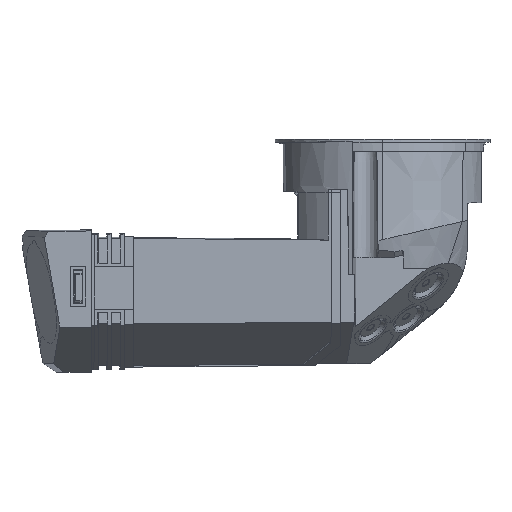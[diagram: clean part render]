
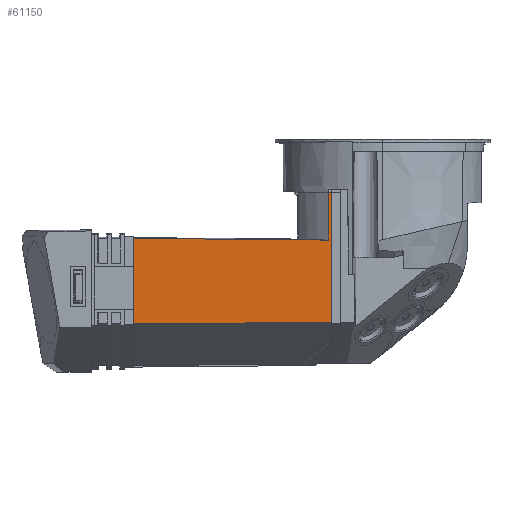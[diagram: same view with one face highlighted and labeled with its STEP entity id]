
A CAD part, left-side view. The second image highlights one B-rep face of the part: STEP entity #61150.
In plain terms, the highlighted planar face has unit normal (-1, -0.009, -0.009).
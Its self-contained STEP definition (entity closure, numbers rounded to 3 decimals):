
#669 = ORIENTED_EDGE ( 'NONE', *, *, #14802, .F. ) ;
#1633 = VERTEX_POINT ( 'NONE', #60372 ) ;
#2460 = LINE ( 'NONE', #7970, #54362 ) ;
#2598 = CARTESIAN_POINT ( 'NONE',  ( -28.457, 17.914, -32.217 ) ) ;
#2802 = DIRECTION ( 'NONE',  ( 0.009, 0., -1. ) ) ;
#3616 = CARTESIAN_POINT ( 'NONE',  ( -28.587, 17.951, -17.451 ) ) ;
#6185 = EDGE_CURVE ( 'NONE', #24287, #60645, #58971, .T. ) ;
#6422 = CARTESIAN_POINT ( 'NONE',  ( -28.428, -0.248, -17.452 ) ) ;
#7970 = CARTESIAN_POINT ( 'NONE',  ( -27.891, 16.926, -96.138 ) ) ;
#10458 = ORIENTED_EDGE ( 'NONE', *, *, #53255, .F. ) ;
#11143 = CARTESIAN_POINT ( 'NONE',  ( -28.587, 17.951, -17.451 ) ) ;
#12714 = ORIENTED_EDGE ( 'NONE', *, *, #25056, .T. ) ;
#12956 = CARTESIAN_POINT ( 'NONE',  ( -28.483, 17.921, -29.341 ) ) ;
#13333 = CARTESIAN_POINT ( 'NONE',  ( -28.864, 93.062, -60.762 ) ) ;
#13646 = CARTESIAN_POINT ( 'NONE',  ( -28.462, 17.916, -31.719 ) ) ;
#14802 = EDGE_CURVE ( 'NONE', #1633, #65575, #2460, .T. ) ;
#15380 = EDGE_CURVE ( 'NONE', #28915, #60527, #28497, .T. ) ;
#16621 = VECTOR ( 'NONE', #28702, 1000. ) ;
#18151 = CARTESIAN_POINT ( 'NONE',  ( -28.566, 17.945, -19.829 ) ) ;
#18819 = CARTESIAN_POINT ( 'NONE',  ( -28.524, 17.933, -24.585 ) ) ;
#22049 = PLANE ( 'NONE',  #47929 ) ;
#22627 = CARTESIAN_POINT ( 'NONE',  ( -29.015, 82.253, -32.658 ) ) ;
#24287 = VERTEX_POINT ( 'NONE', #38867 ) ;
#24709 = CARTESIAN_POINT ( 'NONE',  ( -28.503, 17.927, -26.963 ) ) ;
#25056 = EDGE_CURVE ( 'NONE', #1633, #28915, #64460, .T. ) ;
#25776 = EDGE_LOOP ( 'NONE', ( #45059, #10458, #669, #12714, #37585, #59340 ) ) ;
#26654 = VECTOR ( 'NONE', #33045, 1000. ) ;
#27487 = DIRECTION ( 'NONE',  ( -0.009, 1., 0. ) ) ;
#27693 = CARTESIAN_POINT ( 'NONE',  ( -29.112, 93.282, -32.562 ) ) ;
#28497 = B_SPLINE_CURVE_WITH_KNOTS ( 'NONE', 3,
 ( #3616, #18151, #50557, #18819, #24709, #12956, #13646, #2598, #65123, #45399 ),
 .UNSPECIFIED., .F., .F.,
 ( 4, 3, 3, 4 ),
 ( 0.007, 0.014, 0.021, 0.023 ),
 .UNSPECIFIED. ) ;
#28702 = DIRECTION ( 'NONE',  ( -0.009, 1., 0.009 ) ) ;
#28915 = VERTEX_POINT ( 'NONE', #11143 ) ;
#31426 = VECTOR ( 'NONE', #39943, 1000. ) ;
#31669 = EDGE_CURVE ( 'NONE', #60527, #60645, #50072, .T. ) ;
#33045 = DIRECTION ( 'NONE',  ( -0.009, 0., 1. ) ) ;
#37274 = DIRECTION ( 'NONE',  ( 0.009, -1., 0. ) ) ;
#37585 = ORIENTED_EDGE ( 'NONE', *, *, #15380, .T. ) ;
#38867 = CARTESIAN_POINT ( 'NONE',  ( -28.77, 82.251, -60.716 ) ) ;
#39275 = CARTESIAN_POINT ( 'NONE',  ( -28.459, 82.248, -96.37 ) ) ;
#39943 = DIRECTION ( 'NONE',  ( -0.009, 1., -0.004 ) ) ;
#45059 = ORIENTED_EDGE ( 'NONE', *, *, #6185, .F. ) ;
#45399 = CARTESIAN_POINT ( 'NONE',  ( -28.449, 17.911, -33.214 ) ) ;
#46833 = VECTOR ( 'NONE', #27487, 1000. ) ;
#47929 = AXIS2_PLACEMENT_3D ( 'NONE', #58659, #54483, #37274 ) ;
#48933 = FACE_OUTER_BOUND ( 'NONE', #25776, .T. ) ;
#50072 = LINE ( 'NONE', #27693, #16621 ) ;
#50557 = CARTESIAN_POINT ( 'NONE',  ( -28.545, 17.939, -22.207 ) ) ;
#53255 = EDGE_CURVE ( 'NONE', #65575, #24287, #66176, .T. ) ;
#54362 = VECTOR ( 'NONE', #2802, 1000. ) ;
#54483 = DIRECTION ( 'NONE',  ( -1., -0.009, -0.009 ) ) ;
#58659 = CARTESIAN_POINT ( 'NONE',  ( -29.392, 93., -0.256 ) ) ;
#58971 = LINE ( 'NONE', #39275, #26654 ) ;
#59340 = ORIENTED_EDGE ( 'NONE', *, *, #31669, .T. ) ;
#60009 = CARTESIAN_POINT ( 'NONE',  ( -28.449, 17.911, -33.214 ) ) ;
#60372 = CARTESIAN_POINT ( 'NONE',  ( -28.578, 16.921, -17.451 ) ) ;
#60527 = VERTEX_POINT ( 'NONE', #60009 ) ;
#60645 = VERTEX_POINT ( 'NONE', #22627 ) ;
#61150 = ADVANCED_FACE ( 'NONE', ( #48933 ), #22049, .T. ) ;
#64460 = LINE ( 'NONE', #6422, #46833 ) ;
#65123 = CARTESIAN_POINT ( 'NONE',  ( -28.453, 17.913, -32.716 ) ) ;
#65575 = VERTEX_POINT ( 'NONE', #67588 ) ;
#66176 = LINE ( 'NONE', #13333, #31426 ) ;
#67588 = CARTESIAN_POINT ( 'NONE',  ( -28.203, 16.924, -60.436 ) ) ;
